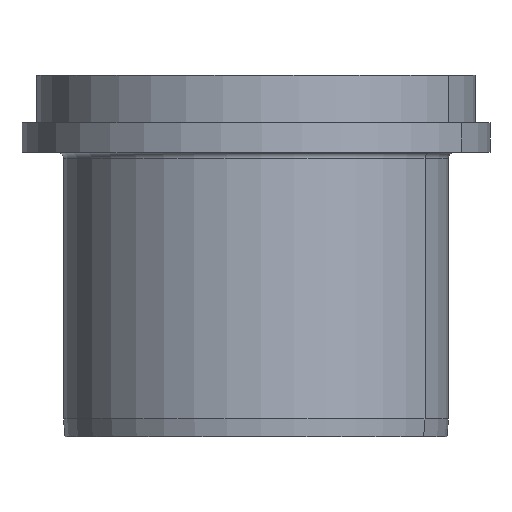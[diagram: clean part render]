
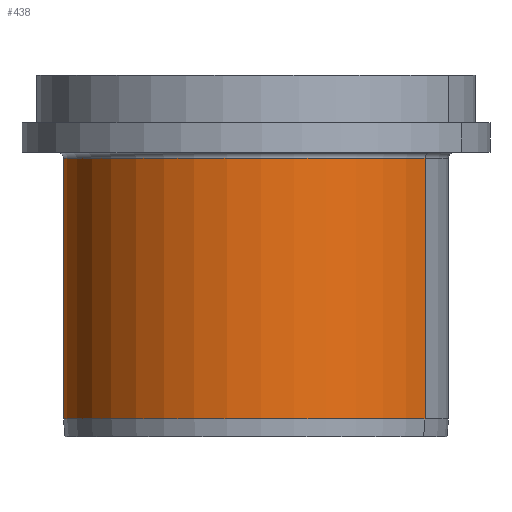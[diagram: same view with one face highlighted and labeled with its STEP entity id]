
A CAD part, front view. The second image highlights one B-rep face of the part: STEP entity #438.
In plain terms, the highlighted cylindrical face has radius 32.5 mm (diameter 65 mm), a partial arc.
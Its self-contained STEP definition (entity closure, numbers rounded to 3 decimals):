
#101=CARTESIAN_POINT('Vertex',(-28.521,15.581,-45.)) ;
#108=CARTESIAN_POINT('Vertex',(28.521,-15.581,-45.)) ;
#128=CARTESIAN_POINT('Axis2P3D Location',(0.,0.,-45.)) ;
#396=CARTESIAN_POINT('Axis2P3D Location',(0.,0.,-17.5)) ;
#401=CARTESIAN_POINT('Line Origine',(28.521,-15.581,-22.5)) ;
#405=CARTESIAN_POINT('Vertex',(28.521,-15.581,-1.)) ;
#408=CARTESIAN_POINT('Line Origine',(-28.521,15.581,-22.5)) ;
#412=CARTESIAN_POINT('Vertex',(-28.521,15.581,-1.)) ;
#427=CARTESIAN_POINT('Axis2P3D Location',(0.,0.,-1.)) ;
#129=DIRECTION('Axis2P3D Direction',(-0.,0.,1.)) ;
#397=DIRECTION('Axis2P3D Direction',(0.,0.,-1.)) ;
#398=DIRECTION('Axis2P3D XDirection',(-0.878,0.479,-0.)) ;
#402=DIRECTION('Vector Direction',(0.,0.,-1.)) ;
#409=DIRECTION('Vector Direction',(0.,0.,-1.)) ;
#428=DIRECTION('Axis2P3D Direction',(0.,0.,-1.)) ;
#130=AXIS2_PLACEMENT_3D('Circle Axis2P3D',#128,#129,$) ;
#399=AXIS2_PLACEMENT_3D('Cylinder Axis2P3D',#396,#397,#398) ;
#429=AXIS2_PLACEMENT_3D('Circle Axis2P3D',#427,#428,$) ;
#433=ORIENTED_EDGE('',*,*,#414,.F.) ;
#434=ORIENTED_EDGE('',*,*,#132,.F.) ;
#435=ORIENTED_EDGE('',*,*,#407,.T.) ;
#436=ORIENTED_EDGE('',*,*,#431,.F.) ;
#403=VECTOR('Line Direction',#402,1.) ;
#410=VECTOR('Line Direction',#409,1.) ;
#438=ADVANCED_FACE('PartBody',(#437),#400,.T.) ;
#131=CIRCLE('generated circle',#130,32.5) ;
#430=CIRCLE('generated circle',#429,32.5) ;
#400=CYLINDRICAL_SURFACE('generated cylinder',#399,32.5) ;
#132=EDGE_CURVE('',#109,#102,#131,.F.) ;
#407=EDGE_CURVE('',#109,#406,#404,.F.) ;
#414=EDGE_CURVE('',#102,#413,#411,.F.) ;
#431=EDGE_CURVE('',#413,#406,#430,.F.) ;
#432=EDGE_LOOP('',(#433,#434,#435,#436)) ;
#437=FACE_OUTER_BOUND('',#432,.T.) ;
#404=LINE('Line',#401,#403) ;
#411=LINE('Line',#408,#410) ;
#102=VERTEX_POINT('',#101) ;
#109=VERTEX_POINT('',#108) ;
#406=VERTEX_POINT('',#405) ;
#413=VERTEX_POINT('',#412) ;
